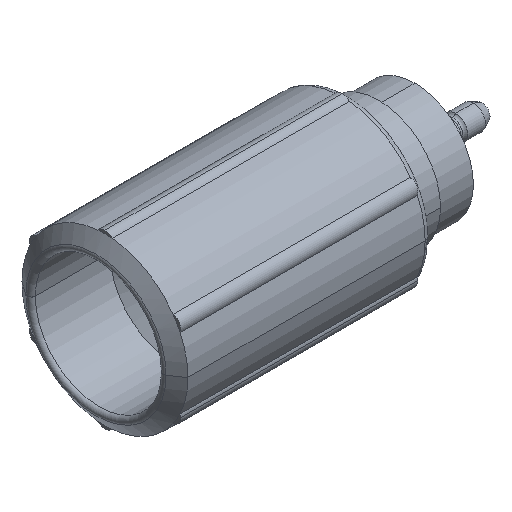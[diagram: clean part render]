
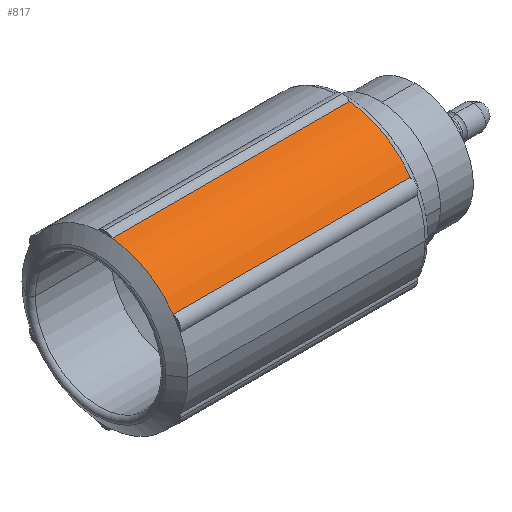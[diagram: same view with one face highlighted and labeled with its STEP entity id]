
A CAD part, isometric view. The second image highlights one B-rep face of the part: STEP entity #817.
In plain terms, the highlighted cylindrical face has radius 13.64 mm (diameter 27.28 mm), a partial arc.
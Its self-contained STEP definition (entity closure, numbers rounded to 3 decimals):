
#38 = EDGE_CURVE ( 'NONE', #2479, #2676, #2445, .T. ) ;
#97 = VECTOR ( 'NONE', #308, 1000. ) ;
#308 = DIRECTION ( 'NONE',  ( -1., 0., 0. ) ) ;
#446 = EDGE_CURVE ( 'NONE', #4131, #3494, #2555, .T. ) ;
#658 = CARTESIAN_POINT ( 'NONE',  ( 8.815, -11.19, 7.8 ) ) ;
#817 = ADVANCED_FACE ( 'NONE', ( #3425 ), #3996, .T. ) ;
#960 = CARTESIAN_POINT ( 'NONE',  ( -30.185, -1.16, 13.591 ) ) ;
#1210 = EDGE_CURVE ( 'NONE', #3494, #2676, #4254, .T. ) ;
#1250 = DIRECTION ( 'NONE',  ( -1., 0., 0. ) ) ;
#1304 = LINE ( 'NONE', #2020, #97 ) ;
#1362 = CARTESIAN_POINT ( 'NONE',  ( -30.185, -11.19, 7.8 ) ) ;
#1444 = ORIENTED_EDGE ( 'NONE', *, *, #446, .T. ) ;
#1982 = DIRECTION ( 'NONE',  ( 0., -1., 0. ) ) ;
#2020 = CARTESIAN_POINT ( 'NONE',  ( 11.186, -11.19, 7.8 ) ) ;
#2157 = CARTESIAN_POINT ( 'NONE',  ( 11.2, -1.16, 13.591 ) ) ;
#2163 = CARTESIAN_POINT ( 'NONE',  ( -30.185, 0., 0. ) ) ;
#2216 = CARTESIAN_POINT ( 'NONE',  ( 8.815, -1.16, 13.591 ) ) ;
#2239 = ORIENTED_EDGE ( 'NONE', *, *, #4143, .F. ) ;
#2330 = DIRECTION ( 'NONE',  ( 0., -1., 0. ) ) ;
#2346 = CARTESIAN_POINT ( 'NONE',  ( -19.521, 0., 0. ) ) ;
#2445 = CIRCLE ( 'NONE', #2481, 13.64 ) ;
#2456 = AXIS2_PLACEMENT_3D ( 'NONE', #2346, #1250, #2330 ) ;
#2479 = VERTEX_POINT ( 'NONE', #1362 ) ;
#2481 = AXIS2_PLACEMENT_3D ( 'NONE', #2163, #3189, #3539 ) ;
#2516 = DIRECTION ( 'NONE',  ( -1., 0., 0. ) ) ;
#2555 = CIRCLE ( 'NONE', #4171, 13.64 ) ;
#2676 = VERTEX_POINT ( 'NONE', #960 ) ;
#2697 = DIRECTION ( 'NONE',  ( -1., 0., 0. ) ) ;
#3041 = VECTOR ( 'NONE', #2516, 1000. ) ;
#3189 = DIRECTION ( 'NONE',  ( -1., 0., 0. ) ) ;
#3425 = FACE_OUTER_BOUND ( 'NONE', #3747, .T. ) ;
#3436 = ORIENTED_EDGE ( 'NONE', *, *, #38, .F. ) ;
#3494 = VERTEX_POINT ( 'NONE', #2216 ) ;
#3539 = DIRECTION ( 'NONE',  ( 0., -1., 0. ) ) ;
#3747 = EDGE_LOOP ( 'NONE', ( #3436, #2239, #1444, #4213 ) ) ;
#3996 = CYLINDRICAL_SURFACE ( 'NONE', #2456, 13.64 ) ;
#4131 = VERTEX_POINT ( 'NONE', #658 ) ;
#4143 = EDGE_CURVE ( 'NONE', #4131, #2479, #1304, .T. ) ;
#4171 = AXIS2_PLACEMENT_3D ( 'NONE', #4464, #2697, #1982 ) ;
#4213 = ORIENTED_EDGE ( 'NONE', *, *, #1210, .T. ) ;
#4254 = LINE ( 'NONE', #2157, #3041 ) ;
#4464 = CARTESIAN_POINT ( 'NONE',  ( 8.815, 0., 0. ) ) ;
